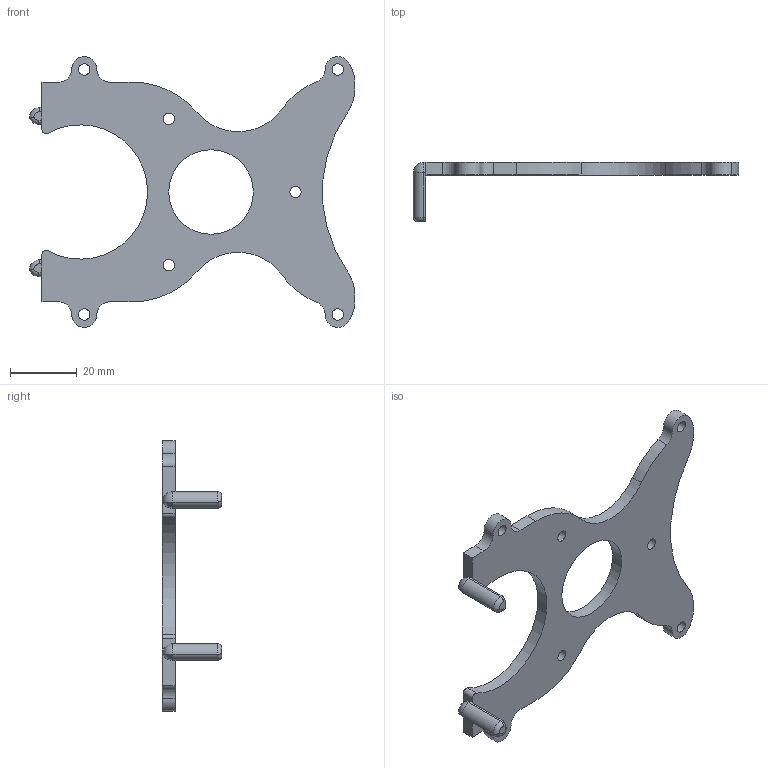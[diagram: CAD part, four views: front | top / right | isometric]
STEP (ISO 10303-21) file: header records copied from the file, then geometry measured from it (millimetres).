
FILE_DESCRIPTION(/* description */ (''),/* implementation_level */ '2;1');
FILE_NAME(/* name */ 'Battery Holder Top.ipt.stp',/* time_stamp */ '2014-03-02T15:59:15-05:00',/* author */ ('Spooner'),/* organization */ (''),/* preprocessor_version */ 'ST-DEVELOPER v15.2',/* originating_system */ 'Autodesk Inventor 2014',/* authorisation */ '');
FILE_SCHEMA (('AUTOMOTIVE_DESIGN { 1 0 10303 214 3 1 1 }'));
Length unit declared in the file: inch
Products named in the file (1): Battery Holder Top
Bounding box: 97.79 x 17.78 x 81.28 mm (x, y, z)
Volume: 14202.5 mm3; surface area: 9908.5 mm2
Topology: 1 solids, 1 shells, 72 faces, 190 edges, 120 vertices
Faces by surface type: cylinder 44, plane 20, torus 4, bspline 2, sphere 2
Full cylindrical faces by diameter (mm): 3.429 x7, 25.4 x1
Entity records: 2295 total; most frequent: DIRECTION 418, CARTESIAN_POINT 417, ORIENTED_EDGE 364, EDGE_CURVE 182, AXIS2_PLACEMENT_3D 167, VERTEX_POINT 120, EDGE_LOOP 96, CIRCLE 96
